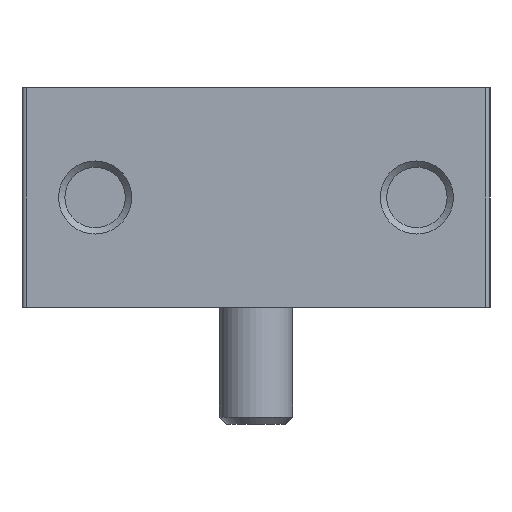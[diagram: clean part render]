
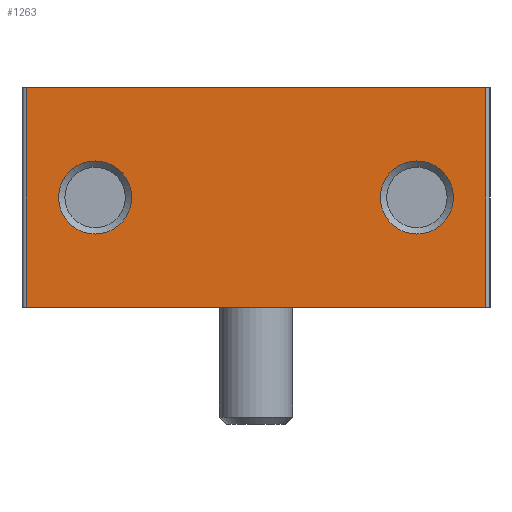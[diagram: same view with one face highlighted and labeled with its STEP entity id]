
A CAD part, left-side view. The second image highlights one B-rep face of the part: STEP entity #1263.
In plain terms, the highlighted planar face has unit normal (-1, 0, 0).
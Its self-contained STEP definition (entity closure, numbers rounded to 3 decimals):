
#87=LINE('',#1987,#176);
#94=LINE('',#2030,#183);
#95=LINE('',#2033,#184);
#96=LINE('',#2034,#185);
#176=VECTOR('',#1564,1000.);
#183=VECTOR('',#1601,1000.);
#184=VECTOR('',#1602,1000.);
#185=VECTOR('',#1603,1000.);
#291=ORIENTED_EDGE('',*,*,#633,.T.);
#292=ORIENTED_EDGE('',*,*,#634,.T.);
#293=ORIENTED_EDGE('',*,*,#635,.T.);
#294=ORIENTED_EDGE('',*,*,#636,.F.);
#295=ORIENTED_EDGE('',*,*,#614,.F.);
#296=ORIENTED_EDGE('',*,*,#637,.T.);
#614=EDGE_CURVE('',#785,#786,#87,.T.);
#633=EDGE_CURVE('',#804,#804,#913,.T.);
#634=EDGE_CURVE('',#805,#805,#914,.T.);
#635=EDGE_CURVE('',#806,#807,#94,.T.);
#636=EDGE_CURVE('',#786,#807,#95,.T.);
#637=EDGE_CURVE('',#785,#806,#96,.T.);
#785=VERTEX_POINT('',#1988);
#786=VERTEX_POINT('',#1989);
#804=VERTEX_POINT('',#2027);
#805=VERTEX_POINT('',#2029);
#806=VERTEX_POINT('',#2031);
#807=VERTEX_POINT('',#2032);
#913=CIRCLE('',#1397,2.5);
#914=CIRCLE('',#1398,2.5);
#978=EDGE_LOOP('',(#291));
#979=EDGE_LOOP('',(#292));
#980=EDGE_LOOP('',(#293,#294,#295,#296));
#1101=FACE_BOUND('',#978,.T.);
#1102=FACE_BOUND('',#979,.T.);
#1103=FACE_BOUND('',#980,.T.);
#1219=PLANE('',#1396);
#1263=ADVANCED_FACE('',(#1101,#1102,#1103),#1219,.F.);
#1396=AXIS2_PLACEMENT_3D('',#2025,#1595,#1596);
#1397=AXIS2_PLACEMENT_3D('',#2026,#1597,#1598);
#1398=AXIS2_PLACEMENT_3D('',#2028,#1599,#1600);
#1564=DIRECTION('',(0.,0.,1.));
#1595=DIRECTION('',(1.,0.,0.));
#1596=DIRECTION('',(0.,0.,-1.));
#1597=DIRECTION('',(1.,0.,0.));
#1598=DIRECTION('',(0.,0.,-1.));
#1599=DIRECTION('',(1.,0.,0.));
#1600=DIRECTION('',(0.,0.,-1.));
#1601=DIRECTION('',(0.,0.,1.));
#1602=DIRECTION('',(0.,-1.,0.));
#1603=DIRECTION('',(0.,-1.,0.));
#1987=CARTESIAN_POINT('',(-27.5,15.,-15.7));
#1988=CARTESIAN_POINT('',(-27.5,15.,-15.7));
#1989=CARTESIAN_POINT('',(-27.5,15.,15.7));
#2025=CARTESIAN_POINT('',(-27.5,15.,-15.7));
#2026=CARTESIAN_POINT('',(-27.5,7.5,11.));
#2027=CARTESIAN_POINT('',(-27.5,7.5,8.5));
#2028=CARTESIAN_POINT('',(-27.5,7.5,-11.));
#2029=CARTESIAN_POINT('',(-27.5,7.5,-13.5));
#2030=CARTESIAN_POINT('',(-27.5,0.,-15.7));
#2031=CARTESIAN_POINT('',(-27.5,0.,-15.7));
#2032=CARTESIAN_POINT('',(-27.5,0.,15.7));
#2033=CARTESIAN_POINT('',(-27.5,15.,15.7));
#2034=CARTESIAN_POINT('',(-27.5,15.,-15.7));
